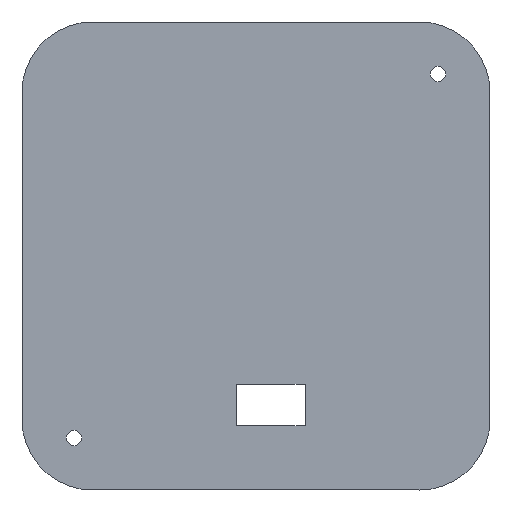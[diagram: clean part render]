
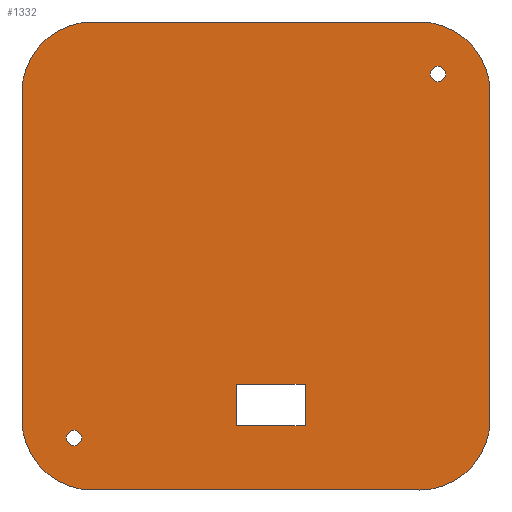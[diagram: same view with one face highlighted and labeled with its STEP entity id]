
A CAD part, front view. The second image highlights one B-rep face of the part: STEP entity #1332.
In plain terms, the highlighted planar face has unit normal (0, -1, 0).
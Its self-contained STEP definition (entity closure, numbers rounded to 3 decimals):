
#45=FACE_BOUND('',#220,.T.);
#46=FACE_BOUND('',#221,.T.);
#47=FACE_BOUND('',#222,.T.);
#73=PLANE('',#1467);
#128=FACE_OUTER_BOUND('',#219,.T.);
#219=EDGE_LOOP('',(#1114,#1115,#1116,#1117,#1118,#1119,#1120,#1121));
#220=EDGE_LOOP('',(#1122));
#221=EDGE_LOOP('',(#1123));
#222=EDGE_LOOP('',(#1124,#1125,#1126,#1127));
#347=LINE('',#2268,#468);
#348=LINE('',#2272,#469);
#349=LINE('',#2276,#470);
#350=LINE('',#2279,#471);
#351=LINE('',#2286,#472);
#352=LINE('',#2288,#473);
#353=LINE('',#2290,#474);
#354=LINE('',#2291,#475);
#468=VECTOR('',#1789,10.);
#469=VECTOR('',#1792,10.);
#470=VECTOR('',#1795,10.);
#471=VECTOR('',#1798,10.);
#472=VECTOR('',#1803,10.);
#473=VECTOR('',#1804,10.);
#474=VECTOR('',#1805,10.);
#475=VECTOR('',#1806,10.);
#545=CIRCLE('',#1468,15.);
#546=CIRCLE('',#1469,15.);
#547=CIRCLE('',#1470,15.);
#548=CIRCLE('',#1471,15.);
#549=CIRCLE('',#1472,1.65);
#550=CIRCLE('',#1473,1.65);
#666=VERTEX_POINT('',#2264);
#667=VERTEX_POINT('',#2265);
#668=VERTEX_POINT('',#2267);
#669=VERTEX_POINT('',#2269);
#670=VERTEX_POINT('',#2271);
#671=VERTEX_POINT('',#2273);
#672=VERTEX_POINT('',#2275);
#673=VERTEX_POINT('',#2277);
#674=VERTEX_POINT('',#2280);
#675=VERTEX_POINT('',#2282);
#676=VERTEX_POINT('',#2284);
#677=VERTEX_POINT('',#2285);
#678=VERTEX_POINT('',#2287);
#679=VERTEX_POINT('',#2289);
#833=EDGE_CURVE('',#666,#667,#545,.T.);
#834=EDGE_CURVE('',#668,#666,#347,.T.);
#835=EDGE_CURVE('',#669,#668,#546,.T.);
#836=EDGE_CURVE('',#670,#669,#348,.T.);
#837=EDGE_CURVE('',#671,#670,#547,.T.);
#838=EDGE_CURVE('',#672,#671,#349,.T.);
#839=EDGE_CURVE('',#673,#672,#548,.T.);
#840=EDGE_CURVE('',#667,#673,#350,.T.);
#841=EDGE_CURVE('',#674,#674,#549,.T.);
#842=EDGE_CURVE('',#675,#675,#550,.T.);
#843=EDGE_CURVE('',#676,#677,#351,.T.);
#844=EDGE_CURVE('',#678,#676,#352,.T.);
#845=EDGE_CURVE('',#679,#678,#353,.T.);
#846=EDGE_CURVE('',#677,#679,#354,.T.);
#1114=ORIENTED_EDGE('',*,*,#833,.F.);
#1115=ORIENTED_EDGE('',*,*,#834,.F.);
#1116=ORIENTED_EDGE('',*,*,#835,.F.);
#1117=ORIENTED_EDGE('',*,*,#836,.F.);
#1118=ORIENTED_EDGE('',*,*,#837,.F.);
#1119=ORIENTED_EDGE('',*,*,#838,.F.);
#1120=ORIENTED_EDGE('',*,*,#839,.F.);
#1121=ORIENTED_EDGE('',*,*,#840,.F.);
#1122=ORIENTED_EDGE('',*,*,#841,.F.);
#1123=ORIENTED_EDGE('',*,*,#842,.F.);
#1124=ORIENTED_EDGE('',*,*,#843,.F.);
#1125=ORIENTED_EDGE('',*,*,#844,.F.);
#1126=ORIENTED_EDGE('',*,*,#845,.F.);
#1127=ORIENTED_EDGE('',*,*,#846,.F.);
#1332=ADVANCED_FACE('',(#128,#45,#46,#47),#73,.F.);
#1467=AXIS2_PLACEMENT_3D('',#2263,#1785,#1786);
#1468=AXIS2_PLACEMENT_3D('',#2266,#1787,#1788);
#1469=AXIS2_PLACEMENT_3D('',#2270,#1790,#1791);
#1470=AXIS2_PLACEMENT_3D('',#2274,#1793,#1794);
#1471=AXIS2_PLACEMENT_3D('',#2278,#1796,#1797);
#1472=AXIS2_PLACEMENT_3D('',#2281,#1799,#1800);
#1473=AXIS2_PLACEMENT_3D('',#2283,#1801,#1802);
#1785=DIRECTION('center_axis',(0.,1.,0.));
#1786=DIRECTION('ref_axis',(1.,0.,0.));
#1787=DIRECTION('center_axis',(0.,1.,0.));
#1788=DIRECTION('ref_axis',(0.,0.,-1.));
#1789=DIRECTION('',(-1.,0.,0.));
#1790=DIRECTION('center_axis',(0.,1.,0.));
#1791=DIRECTION('ref_axis',(1.,0.,0.));
#1792=DIRECTION('',(0.,0.,-1.));
#1793=DIRECTION('center_axis',(0.,1.,0.));
#1794=DIRECTION('ref_axis',(0.,0.,1.));
#1795=DIRECTION('',(1.,0.,0.));
#1796=DIRECTION('center_axis',(0.,1.,0.));
#1797=DIRECTION('ref_axis',(-1.,0.,0.));
#1798=DIRECTION('',(0.,0.,1.));
#1799=DIRECTION('center_axis',(0.,-1.,0.));
#1800=DIRECTION('ref_axis',(1.,0.,0.));
#1801=DIRECTION('center_axis',(0.,-1.,0.));
#1802=DIRECTION('ref_axis',(1.,0.,0.));
#1803=DIRECTION('',(0.,0.,1.));
#1804=DIRECTION('',(1.,0.,0.));
#1805=DIRECTION('',(0.,0.,-1.));
#1806=DIRECTION('',(-1.,0.,0.));
#2263=CARTESIAN_POINT('Origin',(0.,-4.,0.));
#2264=CARTESIAN_POINT('',(-35.,-4.,-50.));
#2265=CARTESIAN_POINT('',(-50.,-4.,-35.));
#2266=CARTESIAN_POINT('Origin',(-35.,-4.,-35.));
#2267=CARTESIAN_POINT('',(35.,-4.,-50.));
#2268=CARTESIAN_POINT('',(-17.5,-4.,-50.));
#2269=CARTESIAN_POINT('',(50.,-4.,-35.));
#2270=CARTESIAN_POINT('Origin',(35.,-4.,-35.));
#2271=CARTESIAN_POINT('',(50.,-4.,35.));
#2272=CARTESIAN_POINT('',(50.,-4.,-17.5));
#2273=CARTESIAN_POINT('',(35.,-4.,50.));
#2274=CARTESIAN_POINT('Origin',(35.,-4.,35.));
#2275=CARTESIAN_POINT('',(-35.,-4.,50.));
#2276=CARTESIAN_POINT('',(17.5,-4.,50.));
#2277=CARTESIAN_POINT('',(-50.,-4.,35.));
#2278=CARTESIAN_POINT('Origin',(-35.,-4.,35.));
#2279=CARTESIAN_POINT('',(-50.,-4.,17.5));
#2280=CARTESIAN_POINT('',(37.241,-4.,38.891));
#2281=CARTESIAN_POINT('Origin',(38.891,-4.,38.891));
#2282=CARTESIAN_POINT('',(-40.541,-4.,-38.891));
#2283=CARTESIAN_POINT('Origin',(-38.891,-4.,-38.891));
#2284=CARTESIAN_POINT('',(10.48,-4.,-36.23));
#2285=CARTESIAN_POINT('',(10.48,-4.,-27.41));
#2286=CARTESIAN_POINT('',(10.48,-4.,-13.705));
#2287=CARTESIAN_POINT('',(-4.12,-4.,-36.23));
#2288=CARTESIAN_POINT('',(5.24,-4.,-36.23));
#2289=CARTESIAN_POINT('',(-4.12,-4.,-27.41));
#2290=CARTESIAN_POINT('',(-4.12,-4.,-18.115));
#2291=CARTESIAN_POINT('',(-2.06,-4.,-27.41));
